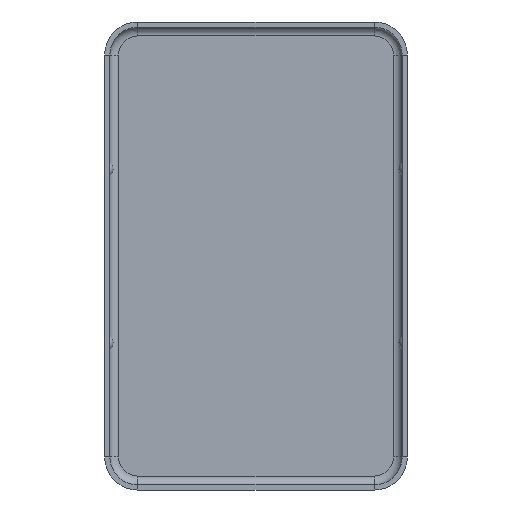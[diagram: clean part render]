
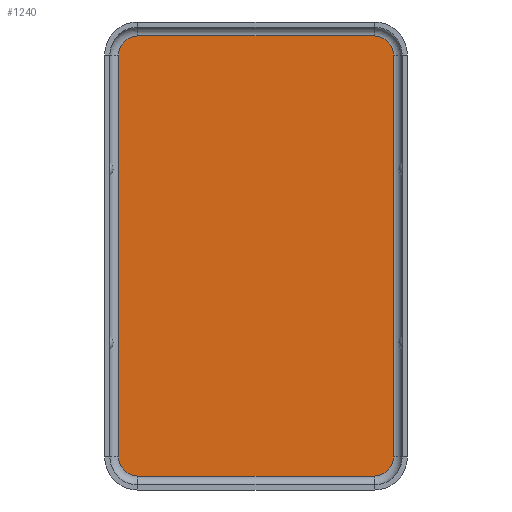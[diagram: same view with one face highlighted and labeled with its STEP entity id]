
A CAD part, front view. The second image highlights one B-rep face of the part: STEP entity #1240.
In plain terms, the highlighted planar face has unit normal (0, -1, 0).
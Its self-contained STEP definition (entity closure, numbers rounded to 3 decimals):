
#40 = DIRECTION ( 'NONE',  ( 0., 0., -1. ) ) ;
#98 = CARTESIAN_POINT ( 'NONE',  ( -7.9, 0., 0. ) ) ;
#120 = CARTESIAN_POINT ( 'NONE',  ( 6.8, 0., 12.65 ) ) ;
#144 = CARTESIAN_POINT ( 'NONE',  ( 7.9, 0., -11.55 ) ) ;
#146 = CARTESIAN_POINT ( 'NONE',  ( 6.8, 0., 11.55 ) ) ;
#176 = DIRECTION ( 'NONE',  ( 0., -1., 0. ) ) ;
#194 = VECTOR ( 'NONE', #854, 1000. ) ;
#320 = CIRCLE ( 'NONE', #1462, 1.1 ) ;
#339 = EDGE_CURVE ( 'NONE', #668, #1085, #765, .T. ) ;
#374 = CARTESIAN_POINT ( 'NONE',  ( -6.8, 0., -12.65 ) ) ;
#399 = VECTOR ( 'NONE', #1546, 1000. ) ;
#401 = VERTEX_POINT ( 'NONE', #374 ) ;
#403 = CARTESIAN_POINT ( 'NONE',  ( 7.9, 0., 11.55 ) ) ;
#451 = EDGE_CURVE ( 'NONE', #1085, #401, #1540, .T. ) ;
#503 = ORIENTED_EDGE ( 'NONE', *, *, #451, .F. ) ;
#542 = CARTESIAN_POINT ( 'NONE',  ( 7.9, 0., 0. ) ) ;
#545 = LINE ( 'NONE', #98, #194 ) ;
#548 = CARTESIAN_POINT ( 'NONE',  ( -6.8, 0., -11.55 ) ) ;
#567 = AXIS2_PLACEMENT_3D ( 'NONE', #146, #773, #1027 ) ;
#592 = ORIENTED_EDGE ( 'NONE', *, *, #1448, .T. ) ;
#596 = EDGE_LOOP ( 'NONE', ( #503, #1557, #703, #618, #592, #1348, #873, #1248 ) ) ;
#618 = ORIENTED_EDGE ( 'NONE', *, *, #951, .T. ) ;
#619 = VECTOR ( 'NONE', #1018, 1000. ) ;
#668 = VERTEX_POINT ( 'NONE', #144 ) ;
#689 = CARTESIAN_POINT ( 'NONE',  ( 6.8, 0., -12.65 ) ) ;
#700 = AXIS2_PLACEMENT_3D ( 'NONE', #548, #176, #790 ) ;
#703 = ORIENTED_EDGE ( 'NONE', *, *, #831, .F. ) ;
#760 = DIRECTION ( 'NONE',  ( -1., 0., 0. ) ) ;
#765 = CIRCLE ( 'NONE', #1119, 1.1 ) ;
#773 = DIRECTION ( 'NONE',  ( 0., -1., 0. ) ) ;
#790 = DIRECTION ( 'NONE',  ( 0., 0., 1. ) ) ;
#811 = CIRCLE ( 'NONE', #567, 1.1 ) ;
#831 = EDGE_CURVE ( 'NONE', #1346, #668, #942, .T. ) ;
#854 = DIRECTION ( 'NONE',  ( 0., 0., -1. ) ) ;
#873 = ORIENTED_EDGE ( 'NONE', *, *, #1468, .T. ) ;
#897 = DIRECTION ( 'NONE',  ( 0., -1., 0. ) ) ;
#900 = VERTEX_POINT ( 'NONE', #120 ) ;
#942 = LINE ( 'NONE', #542, #399 ) ;
#951 = EDGE_CURVE ( 'NONE', #1346, #900, #811, .T. ) ;
#1000 = PLANE ( 'NONE',  #1242 ) ;
#1018 = DIRECTION ( 'NONE',  ( -1., 0., 0. ) ) ;
#1027 = DIRECTION ( 'NONE',  ( 0., 0., -1. ) ) ;
#1047 = VECTOR ( 'NONE', #760, 1000. ) ;
#1057 = EDGE_CURVE ( 'NONE', #1080, #401, #1062, .T. ) ;
#1062 = CIRCLE ( 'NONE', #700, 1.1 ) ;
#1080 = VERTEX_POINT ( 'NONE', #1166 ) ;
#1085 = VERTEX_POINT ( 'NONE', #689 ) ;
#1099 = VERTEX_POINT ( 'NONE', #1192 ) ;
#1119 = AXIS2_PLACEMENT_3D ( 'NONE', #1486, #1350, #1361 ) ;
#1125 = CARTESIAN_POINT ( 'NONE',  ( 6.8, 0., -11.55 ) ) ;
#1126 = CARTESIAN_POINT ( 'NONE',  ( 6.8, 0., -12.65 ) ) ;
#1166 = CARTESIAN_POINT ( 'NONE',  ( -7.9, 0., -11.55 ) ) ;
#1177 = CARTESIAN_POINT ( 'NONE',  ( -6.8, 0., 11.55 ) ) ;
#1191 = FACE_OUTER_BOUND ( 'NONE', #596, .T. ) ;
#1192 = CARTESIAN_POINT ( 'NONE',  ( -7.9, 0., 11.55 ) ) ;
#1202 = VERTEX_POINT ( 'NONE', #1603 ) ;
#1240 = ADVANCED_FACE ( 'NONE', ( #1191 ), #1000, .T. ) ;
#1242 = AXIS2_PLACEMENT_3D ( 'NONE', #1125, #897, #1391 ) ;
#1248 = ORIENTED_EDGE ( 'NONE', *, *, #1057, .T. ) ;
#1346 = VERTEX_POINT ( 'NONE', #403 ) ;
#1348 = ORIENTED_EDGE ( 'NONE', *, *, #1369, .F. ) ;
#1350 = DIRECTION ( 'NONE',  ( 0., 1., 0. ) ) ;
#1359 = LINE ( 'NONE', #1474, #619 ) ;
#1361 = DIRECTION ( 'NONE',  ( 0., 0., 1. ) ) ;
#1369 = EDGE_CURVE ( 'NONE', #1099, #1202, #320, .T. ) ;
#1391 = DIRECTION ( 'NONE',  ( 0., 0., -1. ) ) ;
#1448 = EDGE_CURVE ( 'NONE', #900, #1202, #1359, .T. ) ;
#1462 = AXIS2_PLACEMENT_3D ( 'NONE', #1177, #1547, #40 ) ;
#1468 = EDGE_CURVE ( 'NONE', #1099, #1080, #545, .T. ) ;
#1474 = CARTESIAN_POINT ( 'NONE',  ( 6.8, 0., 12.65 ) ) ;
#1486 = CARTESIAN_POINT ( 'NONE',  ( 6.8, 0., -11.55 ) ) ;
#1540 = LINE ( 'NONE', #1126, #1047 ) ;
#1546 = DIRECTION ( 'NONE',  ( 0., 0., -1. ) ) ;
#1547 = DIRECTION ( 'NONE',  ( 0., 1., 0. ) ) ;
#1557 = ORIENTED_EDGE ( 'NONE', *, *, #339, .F. ) ;
#1603 = CARTESIAN_POINT ( 'NONE',  ( -6.8, 0., 12.65 ) ) ;
